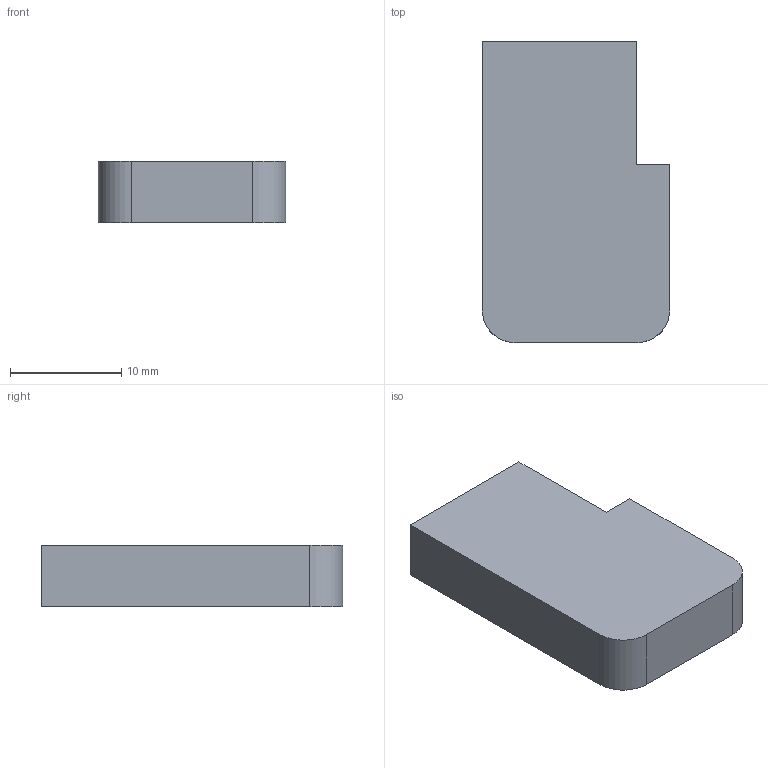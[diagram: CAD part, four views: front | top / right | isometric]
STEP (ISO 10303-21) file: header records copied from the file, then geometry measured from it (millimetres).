
FILE_DESCRIPTION(('FreeCAD Model'),'2;1');
FILE_NAME('upper_bearing_holder.step','2019-06-13T14:25:55',('Author'),(''), 'Open CASCADE STEP processor 6.9','FreeCAD','Unknown');
FILE_SCHEMA(('AUTOMOTIVE_DESIGN { 1 0 10303 214 1 1 1 1 }'));
Length unit declared in the file: millimetre
Products named in the file (1): Pad004
Bounding box: 16.85 x 27.1 x 5.5 mm (x, y, z)
Volume: 1838.2 mm3; surface area: 1572.6 mm2
Topology: 1 solids, 1 shells, 20 faces, 45 edges, 29 vertices
Faces by surface type: plane 11, cylinder 9
Full cylindrical faces by diameter (mm): 2 x3, 6.1 x1, 10 x1
Entity records: 3198 total; most frequent: CARTESIAN_POINT 2272, DIRECTION 165, ORIENTED_EDGE 90, PCURVE 90, DEFINITIONAL_REPRESENTATION 90, LINE 85, VECTOR 85, EDGE_CURVE 45
